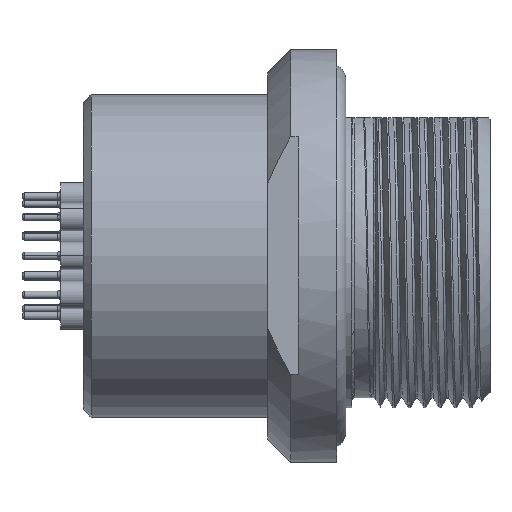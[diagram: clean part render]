
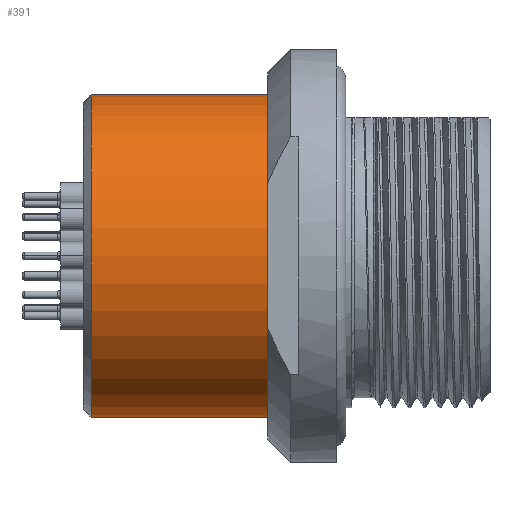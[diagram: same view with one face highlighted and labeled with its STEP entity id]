
A CAD part, top view. The second image highlights one B-rep face of the part: STEP entity #391.
In plain terms, the highlighted cylindrical face has radius 10.5 mm (diameter 21 mm), a partial arc.
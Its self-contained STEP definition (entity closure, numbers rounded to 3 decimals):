
#391=ADVANCED_FACE('',(#1405),#1406,.T.);
#1405=FACE_OUTER_BOUND('',#4621,.T.);
#1406=CYLINDRICAL_SURFACE('',#4622,10.5);
#4621=EDGE_LOOP('',(#7944,#7945,#7946,#7947));
#4622=AXIS2_PLACEMENT_3D('',#7948,#7949,#7950);
#7944=ORIENTED_EDGE('',*,*,#13096,.T.);
#7945=ORIENTED_EDGE('',*,*,#13093,.F.);
#7946=ORIENTED_EDGE('',*,*,#13095,.F.);
#7947=ORIENTED_EDGE('',*,*,#13104,.F.);
#7948=CARTESIAN_POINT('',(-13.9,0.0,0.0));
#7949=DIRECTION('',(1.0,-0.0,0.0));
#7950=DIRECTION('',(0.0,1.0,0.0));
#13093=EDGE_CURVE('',#15708,#15709,#15710,.T.);
#13095=EDGE_CURVE('',#15712,#15708,#15713,.T.);
#13096=EDGE_CURVE('',#15714,#15709,#15715,.T.);
#13104=EDGE_CURVE('',#15714,#15712,#15727,.T.);
#15708=VERTEX_POINT('',#22646);
#15709=VERTEX_POINT('',#22647);
#15710=CIRCLE('',#22648,10.5);
#15712=VERTEX_POINT('',#22650);
#15713=LINE('',#22651,#22652);
#15714=VERTEX_POINT('',#22653);
#15715=LINE('',#22654,#22655);
#15727=CIRCLE('',#22669,10.5);
#22646=CARTESIAN_POINT('',(-14.5,10.5,0.0));
#22647=CARTESIAN_POINT('',(-14.5,-10.5,0.0));
#22648=AXIS2_PLACEMENT_3D('',#28233,#28234,#28235);
#22650=CARTESIAN_POINT('',(-26.0,10.5,0.0));
#22651=CARTESIAN_POINT('',(-26.0,10.5,0.0));
#22652=VECTOR('',#28239,11.5);
#22653=CARTESIAN_POINT('',(-26.0,-10.5,0.0));
#22654=CARTESIAN_POINT('',(-26.0,-10.5,0.0));
#22655=VECTOR('',#28240,11.5);
#22669=AXIS2_PLACEMENT_3D('',#28258,#28259,#28260);
#28233=CARTESIAN_POINT('',(-14.5,0.0,0.0));
#28234=DIRECTION('',(1.0,0.0,0.0));
#28235=DIRECTION('',(0.0,1.0,0.0));
#28239=DIRECTION('',(1.0,0.0,0.0));
#28240=DIRECTION('',(1.0,0.0,0.0));
#28258=CARTESIAN_POINT('',(-26.0,0.0,0.0));
#28259=DIRECTION('',(-1.0,0.0,0.0));
#28260=DIRECTION('',(0.0,-1.0,0.0));
